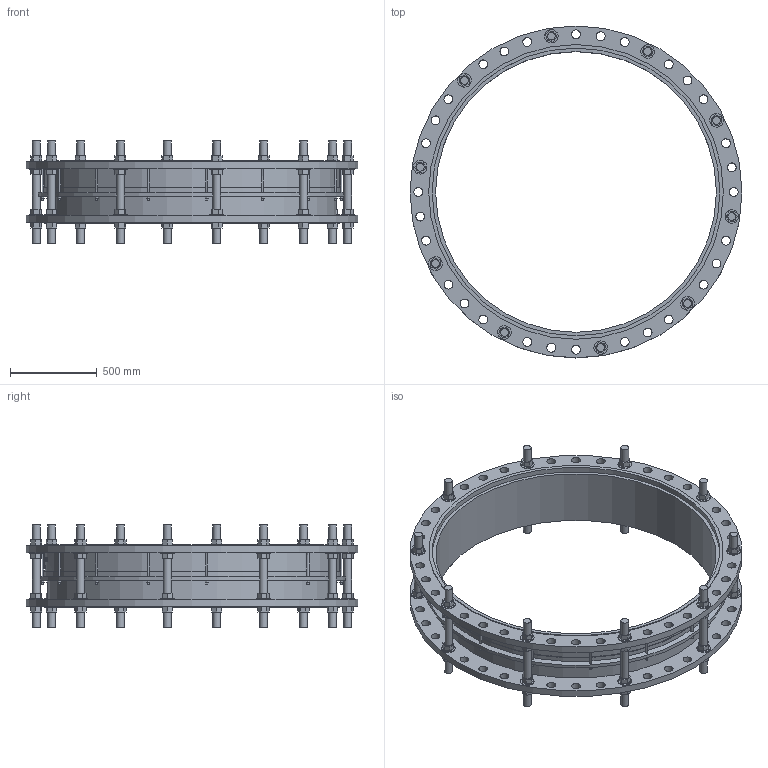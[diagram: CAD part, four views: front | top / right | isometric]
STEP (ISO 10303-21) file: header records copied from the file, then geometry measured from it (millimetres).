
FILE_DESCRIPTION(/* description */ ('DISMANTLING JOINT VM3188 DN1600'),/* implementation_level */ '2;1');
FILE_NAME(/* name */ 'VM3188 - DN1600 PN10.stp',/* time_stamp */ '2020-10-06T19:28:51+06:00',/* author */ ('abhijit_kelkar'),/* organization */ (''),/* preprocessor_version */ 'ST-DEVELOPER v18.1',/* originating_system */ 'Autodesk Inventor 2021',/* authorisation */ '');
FILE_SCHEMA (('AUTOMOTIVE_DESIGN { 1 0 10303 214 3 1 1 }'));
Length unit declared in the file: millimetre
Products named in the file (1): VM3188 - DN1600 PN10
Bounding box: 1915 x 1915 x 590 mm (x, y, z)
Volume: 119255083.9 mm3; surface area: 8597067.4 mm2
Topology: 1 solids, 11 shells, 1088 faces, 2800 edges, 1956 vertices
Faces by surface type: plane 690, cylinder 275, bspline 122, cone 1
Full cylindrical faces by diameter (mm): 12 x32, 24 x16, 45 x50, 51 x90, 78 x40, 1620 x1, 1660 x2, 1700 x3, 1710 x1, 1772 x1, 1915 x2
Entity records: 38460 total; most frequent: CARTESIAN_POINT 10894, ORIENTED_EDGE 5600, DIRECTION 5368, EDGE_CURVE 2800, VERTEX_POINT 1956, AXIS2_PLACEMENT_3D 1877, LINE 1614, VECTOR 1614
